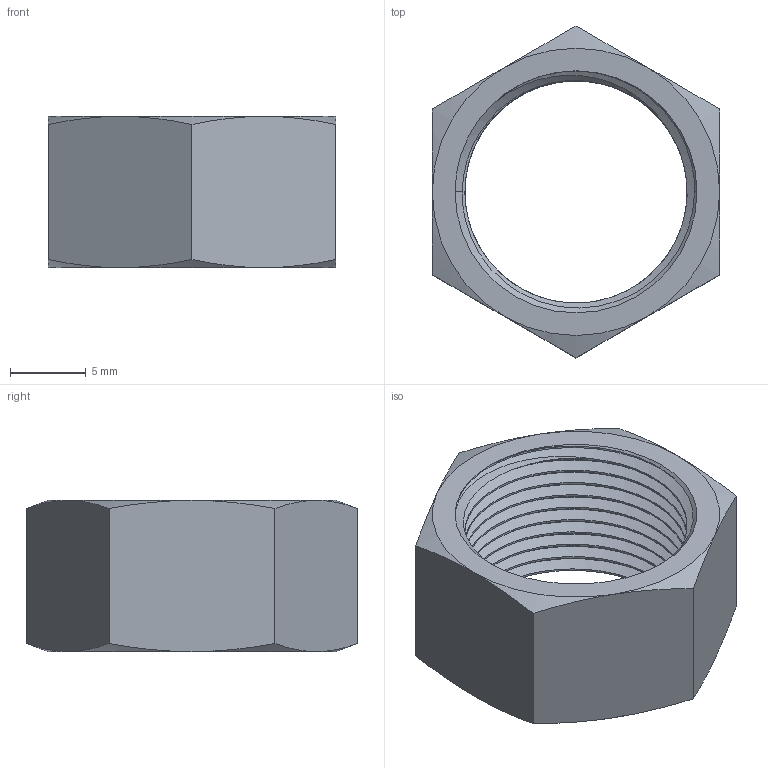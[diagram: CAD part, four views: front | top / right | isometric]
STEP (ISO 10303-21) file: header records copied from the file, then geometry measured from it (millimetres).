
FILE_DESCRIPTION (( 'STEP AP203' ), '1' );
FILE_NAME ('7513K134_M16 Thread 304 Stainless Steel Locknut for Metal Medium- and Thick-Wall Steel Conduit.STEP', '2024-11-01T14:54:56', ( '' ), ( '' ), 'SwSTEP 2.0', 'SolidWorks 2021', '' );
FILE_SCHEMA (( 'CONFIG_CONTROL_DESIGN' ));
Length unit declared in the file: millimetre
Products named in the file (1): 7513K134_M16 Thread 304 Stainless Steel Locknut for Metal Medium- and Thick-Wall Steel Conduit
Bounding box: 19 x 21.94 x 10 mm (x, y, z)
Volume: 1260.1 mm3; surface area: 1716.4 mm2
Topology: 1 solids, 1 shells, 47 faces, 121 edges, 76 vertices
Faces by surface type: cylinder 21, cone 15, plane 8, bspline 3
Entity records: 3251 total; most frequent: CARTESIAN_POINT 2223, ORIENTED_EDGE 242, DIRECTION 152, EDGE_CURVE 121, VERTEX_POINT 76, AXIS2_PLACEMENT_3D 62, EDGE_LOOP 49, ADVANCED_FACE 47
